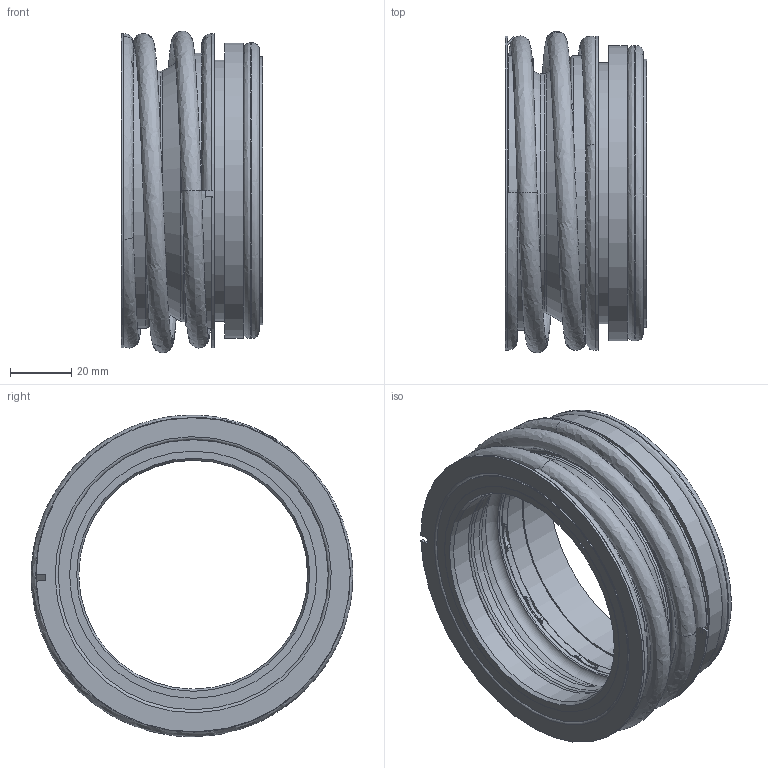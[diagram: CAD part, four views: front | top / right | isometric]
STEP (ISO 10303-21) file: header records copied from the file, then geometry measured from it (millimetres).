
FILE_DESCRIPTION(/* description */ ('Unknown'),/* implementation_level */ '2;1');
FILE_NAME(/* name */ 'eMG-75-G6',/* time_stamp */ '2021-01-08T08:17:33+01:00',/* author */ ('Unknown'),/* organization */ ('Unknown'),/* preprocessor_version */ 'ST-DEVELOPER v16.7',/* originating_system */ 'DEX',/* authorisation */ $);
FILE_SCHEMA (('AUTOMOTIVE_DESIGN {1 0 10303 214 3 1 1}'));
Length unit declared in the file: millimetre
Products named in the file (1): eMG-75-G6
Bounding box: 46.5 x 105.4 x 105.35 mm (x, y, z)
Volume: 108411.5 mm3; surface area: 85627.5 mm2
Topology: 8 solids, 8 shells, 286 faces, 668 edges, 380 vertices
Faces by surface type: cylinder 125, plane 69, torus 41, bspline 28, sphere 18, cone 5
Full cylindrical faces by diameter (mm): 75 x2, 76 x1, 76.6 x1, 77 x1, 77.7 x1, 78.4 x1, 81 x1, 85.3 x1, 85.5 x2, 86 x3, 87.8 x2, 88.5 x4, 90.1 x2, 96.8 x1, 97 x1
Entity records: 9581 total; most frequent: CARTESIAN_POINT 3538, DIRECTION 1274, ORIENTED_EDGE 1136, EDGE_CURVE 568, AXIS2_PLACEMENT_3D 535, EDGE_LOOP 370, FACE_BOUND 370, VERTEX_POINT 368
